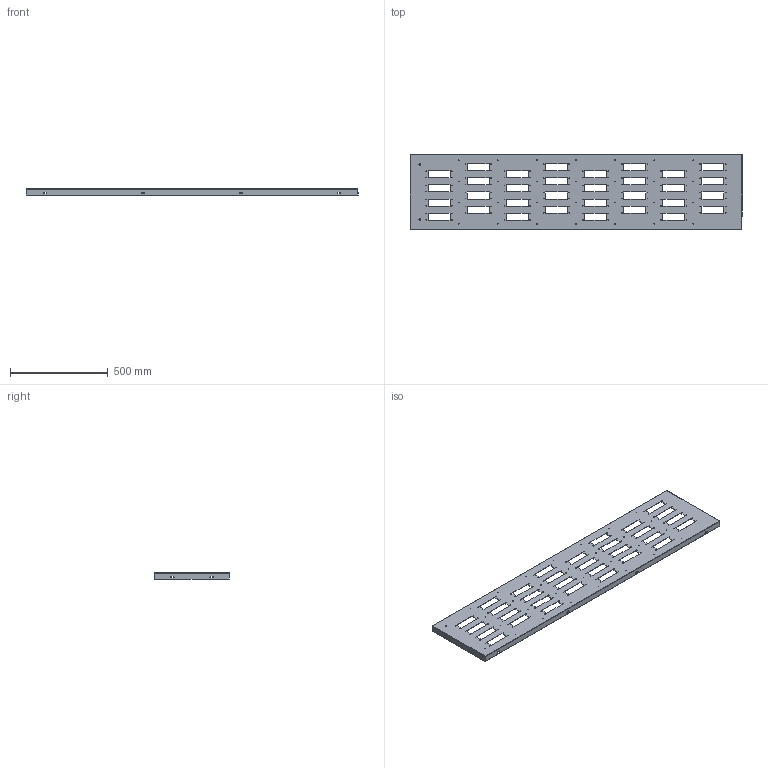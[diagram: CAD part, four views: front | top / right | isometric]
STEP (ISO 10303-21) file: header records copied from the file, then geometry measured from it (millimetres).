
FILE_DESCRIPTION (( 'STEP AP203' ), '1' );
FILE_NAME ('QB09C269.step', '2011-02-18T06:43:59', ( 'User' ), ( 'DKC' ), 'SwSTEP 2.0', 'SolidWorks 2010', '' );
FILE_SCHEMA (( 'CONFIG_CONTROL_DESIGN' ));
Length unit declared in the file: millimetre
Products named in the file (1): QB09C269
Bounding box: 1697 x 383 x 32 mm (x, y, z)
Volume: 1280697.9 mm3; surface area: 1313041 mm2
Topology: 1 solids, 1 shells, 538 faces, 1580 edges, 1044 vertices
Faces by surface type: cylinder 352, plane 186
Entity records: 19053 total; most frequent: DIRECTION 3366, CARTESIAN_POINT 3163, ORIENTED_EDGE 3160, EDGE_CURVE 1580, AXIS2_PLACEMENT_3D 1247, VERTEX_POINT 1044, EDGE_LOOP 942, VECTOR 872
